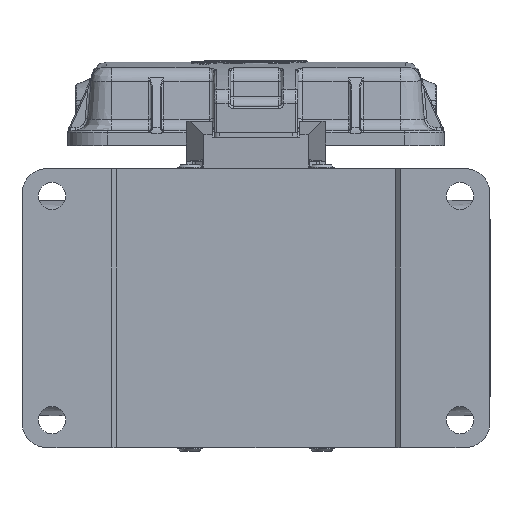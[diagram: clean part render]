
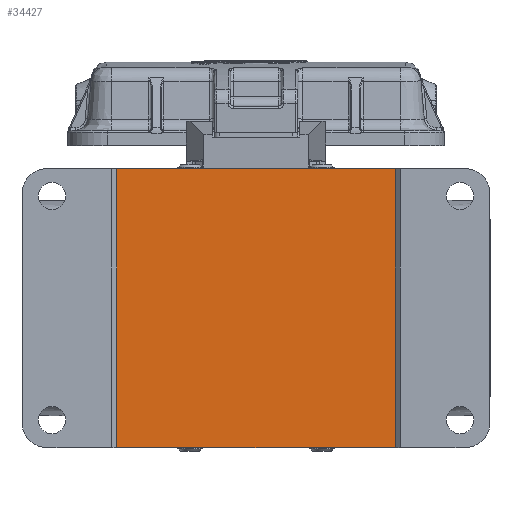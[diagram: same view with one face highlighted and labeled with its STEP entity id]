
A CAD part, front view. The second image highlights one B-rep face of the part: STEP entity #34427.
In plain terms, the highlighted planar face has unit normal (0, -1, 0).
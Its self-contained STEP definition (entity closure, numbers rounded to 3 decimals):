
#10760 = EDGE_CURVE ( 'NONE', #42710, #42661, #17037, .T. ) ;
#10761 = EDGE_CURVE ( 'NONE', #42710, #42516, #17040, .T. ) ;
#10762 = EDGE_CURVE ( 'NONE', #33405, #42661, #17043, .T. ) ;
#10763 = EDGE_CURVE ( 'NONE', #33405, #42516, #17046, .T. ) ;
#17037 = LINE ( 'NONE', #17038, #22342 ) ;
#17038 = CARTESIAN_POINT ( 'NONE',  ( 28., -76., 33.6 ) ) ;
#17039 = DIRECTION ( 'NONE',  ( 0., 0., 1. ) ) ;
#17040 = LINE ( 'NONE', #17041, #22344 ) ;
#17041 = CARTESIAN_POINT ( 'NONE',  ( 47., -76., -28. ) ) ;
#17042 = DIRECTION ( 'NONE',  ( -1., 0., 0. ) ) ;
#17043 = LINE ( 'NONE', #17044, #22345 ) ;
#17044 = CARTESIAN_POINT ( 'NONE',  ( -47., -76., 28. ) ) ;
#17045 = DIRECTION ( 'NONE',  ( 1., 0., 0. ) ) ;
#17046 = LINE ( 'NONE', #17047, #22346 ) ;
#17047 = CARTESIAN_POINT ( 'NONE',  ( -28., -76., 33.6 ) ) ;
#17048 = DIRECTION ( 'NONE',  ( 0., 0., -1. ) ) ;
#22342 = VECTOR ( 'NONE', #17039, 1000. ) ;
#22344 = VECTOR ( 'NONE', #17042, 1000. ) ;
#22345 = VECTOR ( 'NONE', #17045, 1000. ) ;
#22346 = VECTOR ( 'NONE', #17048, 1000. ) ;
#31685 = CARTESIAN_POINT ( 'NONE',  ( -28., -76., -28. ) ) ;
#32078 = ORIENTED_EDGE ( 'NONE', *, *, #10761, .F. ) ;
#32079 = ORIENTED_EDGE ( 'NONE', *, *, #10762, .F. ) ;
#32080 = ORIENTED_EDGE ( 'NONE', *, *, #10760, .T. ) ;
#32081 = ORIENTED_EDGE ( 'NONE', *, *, #10763, .T. ) ;
#33405 = VERTEX_POINT ( 'NONE', #47207 ) ;
#33863 = CARTESIAN_POINT ( 'NONE',  ( 28., -76., 28. ) ) ;
#33896 = CARTESIAN_POINT ( 'NONE',  ( 28., -76., -28. ) ) ;
#34427 = ADVANCED_FACE ( 'NONE', ( #47352 ), #47322, .F. ) ;
#42516 = VERTEX_POINT ( 'NONE', #31685 ) ;
#42661 = VERTEX_POINT ( 'NONE', #33863 ) ;
#42710 = VERTEX_POINT ( 'NONE', #33896 ) ;
#47207 = CARTESIAN_POINT ( 'NONE',  ( -28., -76., 28. ) ) ;
#47322 = PLANE ( 'NONE',  #47345 ) ;
#47323 = CARTESIAN_POINT ( 'NONE',  ( 28., -76., 33.6 ) ) ;
#47324 = DIRECTION ( 'NONE',  ( 0., 1., 0. ) ) ;
#47325 = DIRECTION ( 'NONE',  ( 0., 0., 1. ) ) ;
#47345 = AXIS2_PLACEMENT_3D ( 'NONE', #47323, #47324, #47325 ) ;
#47352 = FACE_OUTER_BOUND ( 'NONE', #48618, .T. ) ;
#48618 = EDGE_LOOP ( 'NONE', ( #32078, #32080, #32079, #32081 ) ) ;
